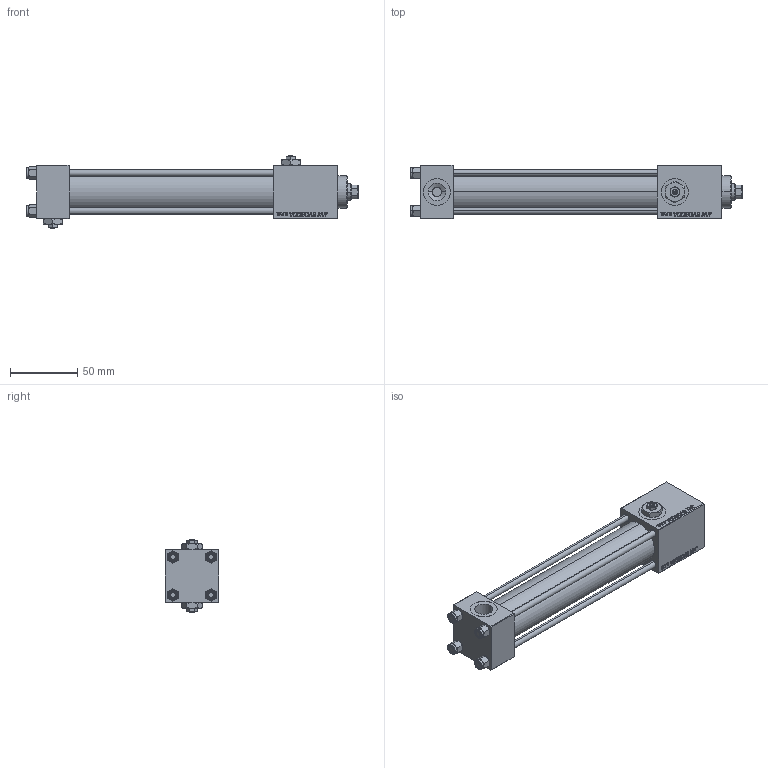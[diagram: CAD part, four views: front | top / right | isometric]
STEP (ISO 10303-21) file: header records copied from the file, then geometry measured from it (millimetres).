
FILE_DESCRIPTION (( 'STEP AP203' ), '1' );
FILE_NAME ('e596.STEP', '2022-04-15T05:51:15', ( '' ), ( '' ), 'SwSTEP 2.0', 'SolidWorks 2019', '' );
FILE_SCHEMA (( 'CONFIG_CONTROL_DESIGN' ));
Length unit declared in the file: millimetre
Products named in the file (7): V215CR_VCP_C da71ebd06d3e184885072ee92fca7df0; V215CR_C_TYCINKA da71ebd06d3e184885072ee92fca7df0; e596; NUT_M5_C da71ebd06d3e184885072ee92fca7df0; V215CR_C_Body da71ebd06d3e184885072ee92fca7df0; V215_VC_A da71ebd06d3e184885072ee92fca7df0; Zatka_pro_OIL_PORT da71ebd06d3e184885072ee92fca7df0
Assembly tree (13 placements, depth 2):
  e596
    V215CR_C_Body da71ebd06d3e184885072ee92fca7df0
    V215CR_VCP_C da71ebd06d3e184885072ee92fca7df0
    NUT_M5_C da71ebd06d3e184885072ee92fca7df0  x4
    V215CR_C_TYCINKA da71ebd06d3e184885072ee92fca7df0  x4
    V215_VC_A da71ebd06d3e184885072ee92fca7df0
    Zatka_pro_OIL_PORT da71ebd06d3e184885072ee92fca7df0  x2
Bounding box: 247 x 40 x 54 mm (x, y, z)
Volume: 188767.3 mm3; surface area: 85316.2 mm2
Topology: 13 solids, 13 shells, 1254 faces, 3114 edges, 2005 vertices
Faces by surface type: plane 574, bspline 392, cone 178, cylinder 102, torus 8
Entity records: 52309 total; most frequent: CARTESIAN_POINT 27726, ORIENTED_EDGE 5528, DIRECTION 3570, EDGE_CURVE 2764, VERTEX_POINT 1803, LINE 1640, VECTOR 1640, EDGE_LOOP 1225
